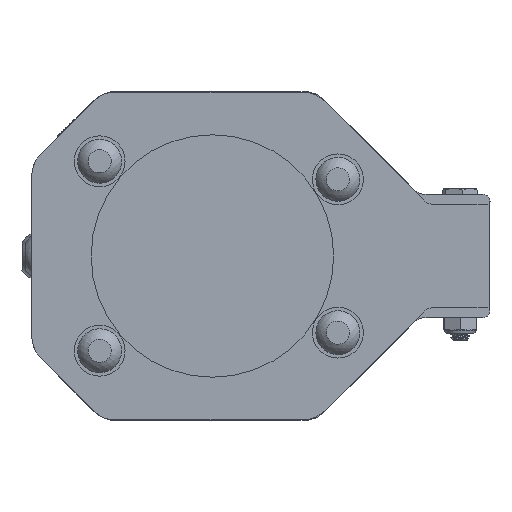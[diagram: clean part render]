
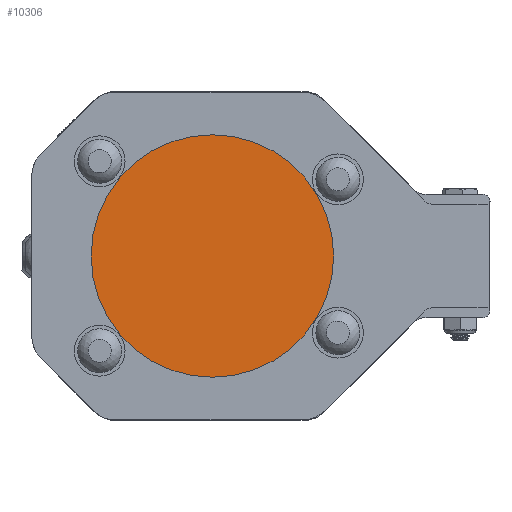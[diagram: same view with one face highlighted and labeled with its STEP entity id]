
A CAD part, left-side view. The second image highlights one B-rep face of the part: STEP entity #10306.
In plain terms, the highlighted planar face has unit normal (-1, 0, 0).
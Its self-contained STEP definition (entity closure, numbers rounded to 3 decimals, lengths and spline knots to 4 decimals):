
#1834=PLANE('',#11407);
#2396=CIRCLE('',#11405,1.0325);
#3041=FACE_OUTER_BOUND('',#3919,.T.);
#3919=EDGE_LOOP('',(#8453));
#5425=VERTEX_POINT('',#39866);
#6532=EDGE_CURVE('',#5425,#5425,#2396,.T.);
#8453=ORIENTED_EDGE('',*,*,#6532,.T.);
#10306=ADVANCED_FACE('',(#3041),#1834,.F.);
#11405=AXIS2_PLACEMENT_3D('',#39867,#13656,#13657);
#11407=AXIS2_PLACEMENT_3D('',#39870,#13660,#13661);
#13656=DIRECTION('center_axis',(-1.,0.,0.));
#13657=DIRECTION('ref_axis',(0.,0.,
-1.));
#13660=DIRECTION('center_axis',(1.,0.,0.));
#13661=DIRECTION('ref_axis',(0.,0.,-1.));
#39866=CARTESIAN_POINT('',(-3.4475,1.0618,1.3846));
#39867=CARTESIAN_POINT('Origin',(-3.4475,1.0618,0.3521));
#39870=CARTESIAN_POINT('Origin',(-3.4475,1.0618,0.3521));
